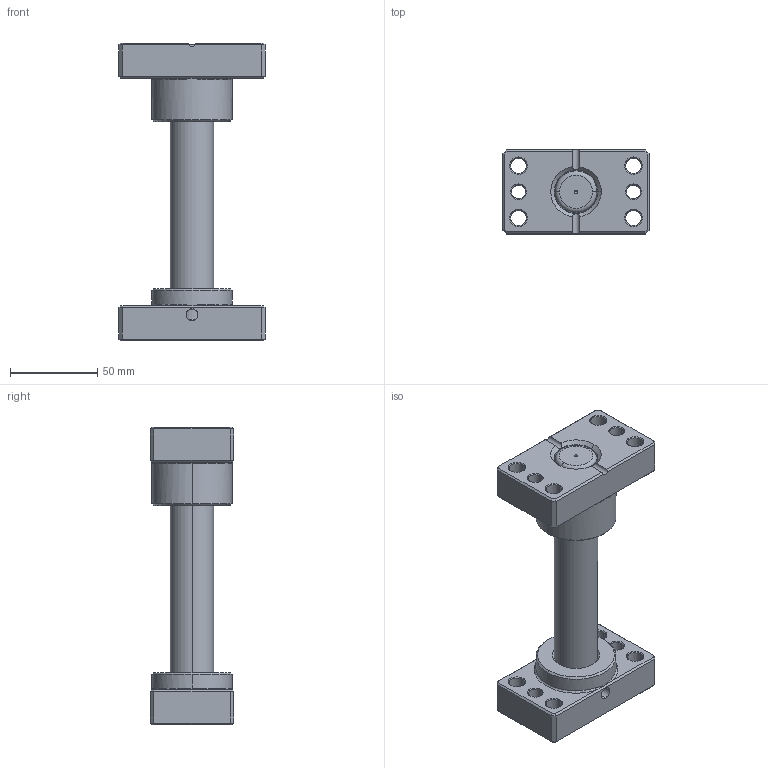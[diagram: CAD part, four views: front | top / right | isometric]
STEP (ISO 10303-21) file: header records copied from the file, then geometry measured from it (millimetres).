
FILE_DESCRIPTION (( 'STEP AP214' ), '1' );
FILE_NAME ('MYP-D25-L170.STEP', '2021-09-18T01:53:28', ( 'User' ), ( 'china' ), 'SwSTEP 2.0', 'SolidWorks 2016', '' );
FILE_SCHEMA (( 'AUTOMOTIVE_DESIGN' ));
Length unit declared in the file: millimetre
Products named in the file (4): MGHP-D25; MYP-D25-L170; SZBP-D25; MGP-D25-L170
Assembly tree (3 placements, depth 2):
  MYP-D25-L170
    MGHP-D25
    MGP-D25-L170
    SZBP-D25
Bounding box: 84 x 48 x 170.89 mm (x, y, z)
Volume: 248417.6 mm3; surface area: 53783.2 mm2
Topology: 3 solids, 3 shells, 223 faces, 522 edges, 298 vertices
Faces by surface type: plane 72, cone 69, cylinder 60, torus 14, bspline 8
Entity records: 6799 total; most frequent: CARTESIAN_POINT 1475, DIRECTION 1149, ORIENTED_EDGE 1024, EDGE_CURVE 512, AXIS2_PLACEMENT_3D 434, VERTEX_POINT 298, VECTOR 281, LINE 281
